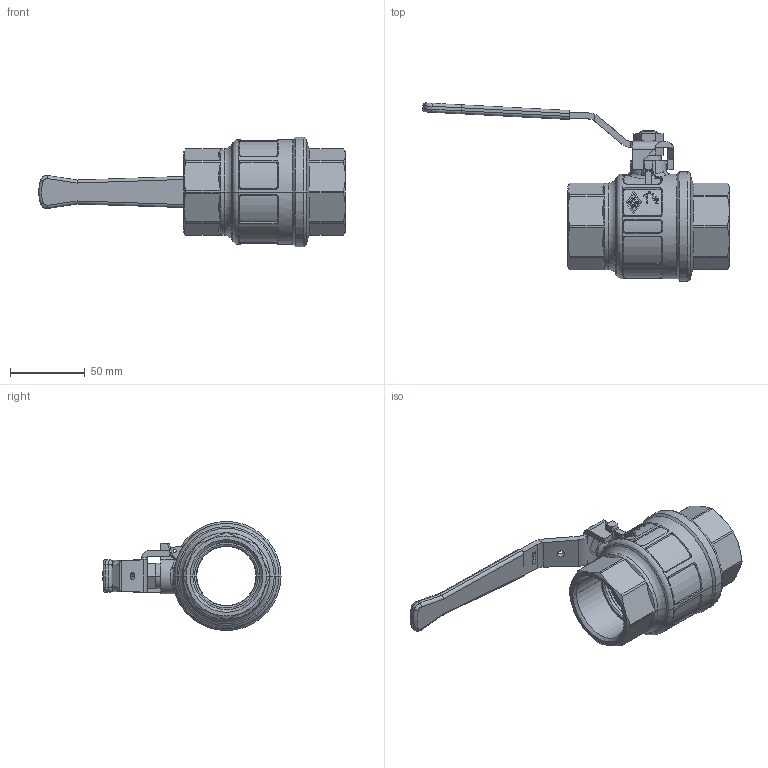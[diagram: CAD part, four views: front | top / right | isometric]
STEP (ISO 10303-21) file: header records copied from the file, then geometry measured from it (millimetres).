
FILE_DESCRIPTION(('Creo Elements/Direct Modeling STEP Export'),'2;1');
FILE_NAME('5980080000.stp','2021-05-27T 9:21:22',(''),(''),'Creo Elements/Direct Modeling STEP processor for AP214 (Solid Model)','Creo Elements/Direct Modeling 20.1D 10-Oct-2020 (C) Parametric Technology GmbH','');
FILE_SCHEMA(('AUTOMOTIVE_DESIGN { 1 0 10303 214 1 1 1 1 }'));
Length unit declared in the file: millimetre
Products named in the file (2): 5980080000.prt; 5980080000.stp
Assembly tree (1 placements, depth 2):
  5980080000.stp
    5980080000.prt
Bounding box: 204.94 x 118.99 x 73 mm (x, y, z)
Volume: 209473.3 mm3; surface area: 52247.9 mm2
Topology: 1 solids, 1 shells, 760 faces, 2060 edges, 1347 vertices
Faces by surface type: plane 426, cylinder 145, cone 90, bspline 70, torus 29
Entity records: 32068 total; most frequent: CARTESIAN_POINT 12999, ORIENTED_EDGE 4114, DIRECTION 3543, EDGE_CURVE 2057, AXIS2_PLACEMENT_3D 1354, VERTEX_POINT 1347, VECTOR 835, LINE 835
